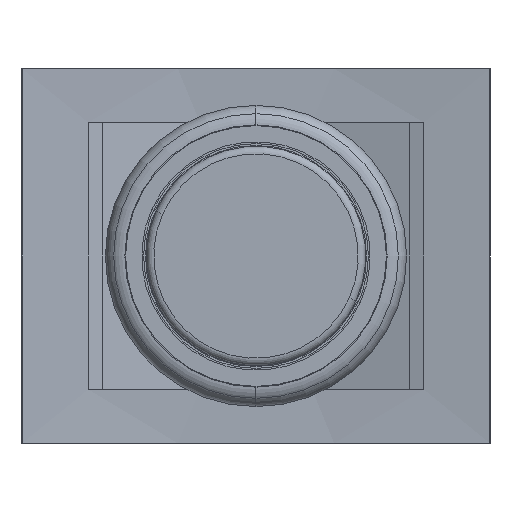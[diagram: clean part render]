
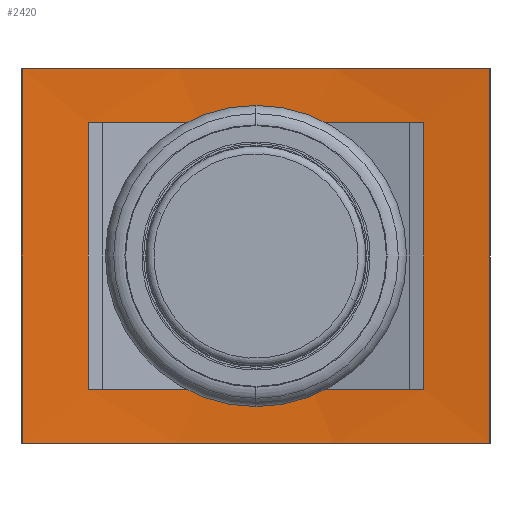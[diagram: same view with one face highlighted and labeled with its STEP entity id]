
A CAD part, left-side view. The second image highlights one B-rep face of the part: STEP entity #2420.
In plain terms, the highlighted cylindrical face has radius 56.951 mm (diameter 113.903 mm), a partial arc.
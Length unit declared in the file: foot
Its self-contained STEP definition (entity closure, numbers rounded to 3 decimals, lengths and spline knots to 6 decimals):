
#24 = CARTESIAN_POINT ( 'NONE',  ( 0.026027, -0.001822, 0.020833 ) ) ;
#29 = CARTESIAN_POINT ( 'NONE',  ( 0.026027, -0.001822, -0.020833 ) ) ;
#104 = VERTEX_POINT ( 'NONE', #210 ) ;
#162 = DIRECTION ( 'NONE',  ( 0., 0., 1. ) ) ;
#210 = CARTESIAN_POINT ( 'NONE',  ( -0.018655, -0.000934, -0.014833 ) ) ;
#213 = VERTEX_POINT ( 'NONE', #24 ) ;
#289 = EDGE_LOOP ( 'NONE', ( #893, #1380, #1461, #1839 ) ) ;
#519 = DIRECTION ( 'NONE',  ( 0., 0., 1. ) ) ;
#534 = AXIS2_PLACEMENT_3D ( 'NONE', #3258, #1616, #1334 ) ;
#708 = EDGE_CURVE ( 'NONE', #1777, #104, #1394, .T. ) ;
#833 = CARTESIAN_POINT ( 'NONE',  ( 0.026027, -0.001822, -0.020833 ) ) ;
#863 = DIRECTION ( 'NONE',  ( 0., 0., -1. ) ) ;
#865 = DIRECTION ( 'NONE',  ( 0., 0., -1. ) ) ;
#893 = ORIENTED_EDGE ( 'NONE', *, *, #708, .F. ) ;
#919 = AXIS2_PLACEMENT_3D ( 'NONE', #1832, #162, #2119 ) ;
#1006 = CYLINDRICAL_SURFACE ( 'NONE', #534, 0.186849 ) ;
#1057 = CIRCLE ( 'NONE', #1771, 0.186849 ) ;
#1060 = CIRCLE ( 'NONE', #919, 0.186849 ) ;
#1095 = AXIS2_PLACEMENT_3D ( 'NONE', #2204, #519, #2473 ) ;
#1146 = CARTESIAN_POINT ( 'NONE',  ( 0.018655, -0.000934, 0.014833 ) ) ;
#1332 = VECTOR ( 'NONE', #1413, 3.28084 ) ;
#1334 = DIRECTION ( 'NONE',  ( 1., 0., 0. ) ) ;
#1380 = ORIENTED_EDGE ( 'NONE', *, *, #3136, .T. ) ;
#1381 = CARTESIAN_POINT ( 'NONE',  ( -0.026027, -0.001822, 0.020833 ) ) ;
#1394 = LINE ( 'NONE', #3441, #2786 ) ;
#1413 = DIRECTION ( 'NONE',  ( 0., 0., 1. ) ) ;
#1461 = ORIENTED_EDGE ( 'NONE', *, *, #3445, .T. ) ;
#1540 = DIRECTION ( 'NONE',  ( 0., 0., -1. ) ) ;
#1580 = CIRCLE ( 'NONE', #2992, 0.186849 ) ;
#1616 = DIRECTION ( 'NONE',  ( 0., 0., 1. ) ) ;
#1641 = VERTEX_POINT ( 'NONE', #1381 ) ;
#1659 = EDGE_CURVE ( 'NONE', #1907, #1641, #2079, .T. ) ;
#1673 = ORIENTED_EDGE ( 'NONE', *, *, #2471, .T. ) ;
#1738 = EDGE_CURVE ( 'NONE', #3036, #213, #2076, .T. ) ;
#1746 = CARTESIAN_POINT ( 'NONE',  ( 0.018655, -0.000934, -0.014833 ) ) ;
#1760 = CIRCLE ( 'NONE', #1095, 0.186849 ) ;
#1771 = AXIS2_PLACEMENT_3D ( 'NONE', #3174, #1540, #3444 ) ;
#1777 = VERTEX_POINT ( 'NONE', #3074 ) ;
#1799 = ORIENTED_EDGE ( 'NONE', *, *, #2292, .F. ) ;
#1832 = CARTESIAN_POINT ( 'NONE',  ( 0., -0.186849, -0.020833 ) ) ;
#1839 = ORIENTED_EDGE ( 'NONE', *, *, #2746, .F. ) ;
#1846 = FACE_BOUND ( 'NONE', #289, .T. ) ;
#1882 = CARTESIAN_POINT ( 'NONE',  ( 0.018655, -0.000934, 0.014833 ) ) ;
#1907 = VERTEX_POINT ( 'NONE', #2361 ) ;
#2076 = LINE ( 'NONE', #29, #1332 ) ;
#2079 = LINE ( 'NONE', #3308, #2737 ) ;
#2086 = ORIENTED_EDGE ( 'NONE', *, *, #1738, .T. ) ;
#2119 = DIRECTION ( 'NONE',  ( 1., 0., 0. ) ) ;
#2153 = VERTEX_POINT ( 'NONE', #1882 ) ;
#2204 = CARTESIAN_POINT ( 'NONE',  ( 0., -0.186849, 0.020833 ) ) ;
#2292 = EDGE_CURVE ( 'NONE', #3036, #1907, #1060, .T. ) ;
#2361 = CARTESIAN_POINT ( 'NONE',  ( -0.026027, -0.001822, -0.020833 ) ) ;
#2420 = ADVANCED_FACE ( 'NONE', ( #1846, #3305 ), #1006, .F. ) ;
#2471 = EDGE_CURVE ( 'NONE', #213, #1641, #1760, .T. ) ;
#2473 = DIRECTION ( 'NONE',  ( 1., 0., 0. ) ) ;
#2503 = EDGE_LOOP ( 'NONE', ( #2086, #1673, #2529, #1799 ) ) ;
#2513 = DIRECTION ( 'NONE',  ( 0., 0., 1. ) ) ;
#2529 = ORIENTED_EDGE ( 'NONE', *, *, #1659, .F. ) ;
#2537 = CARTESIAN_POINT ( 'NONE',  ( 0., -0.186849, 0.014833 ) ) ;
#2737 = VECTOR ( 'NONE', #2513, 3.28084 ) ;
#2746 = EDGE_CURVE ( 'NONE', #104, #3514, #1057, .T. ) ;
#2786 = VECTOR ( 'NONE', #2911, 3.28084 ) ;
#2815 = DIRECTION ( 'NONE',  ( 1., 0., 0. ) ) ;
#2911 = DIRECTION ( 'NONE',  ( 0., 0., -1. ) ) ;
#2922 = VECTOR ( 'NONE', #863, 3.28084 ) ;
#2992 = AXIS2_PLACEMENT_3D ( 'NONE', #2537, #865, #2815 ) ;
#3003 = LINE ( 'NONE', #1146, #2922 ) ;
#3036 = VERTEX_POINT ( 'NONE', #833 ) ;
#3074 = CARTESIAN_POINT ( 'NONE',  ( -0.018655, -0.000934, 0.014833 ) ) ;
#3136 = EDGE_CURVE ( 'NONE', #1777, #2153, #1580, .T. ) ;
#3174 = CARTESIAN_POINT ( 'NONE',  ( 0., -0.186849, -0.014833 ) ) ;
#3258 = CARTESIAN_POINT ( 'NONE',  ( 0., -0.186849, -0.020833 ) ) ;
#3305 = FACE_OUTER_BOUND ( 'NONE', #2503, .T. ) ;
#3308 = CARTESIAN_POINT ( 'NONE',  ( -0.026027, -0.001822, -0.020833 ) ) ;
#3441 = CARTESIAN_POINT ( 'NONE',  ( -0.018655, -0.000934, 0.014833 ) ) ;
#3444 = DIRECTION ( 'NONE',  ( 1., 0., 0. ) ) ;
#3445 = EDGE_CURVE ( 'NONE', #2153, #3514, #3003, .T. ) ;
#3514 = VERTEX_POINT ( 'NONE', #1746 ) ;
